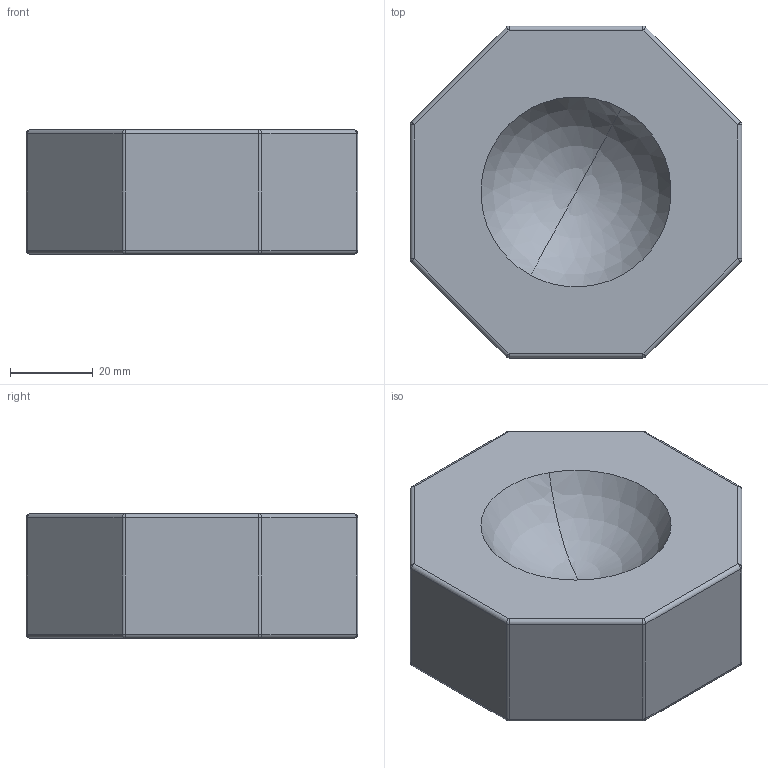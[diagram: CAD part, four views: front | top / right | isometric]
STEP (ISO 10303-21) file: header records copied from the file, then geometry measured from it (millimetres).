
FILE_DESCRIPTION(('CATIA V5 STEP Exchange'),'2;1');
FILE_NAME('Base_plate.stp','2023-02-17T14:35:16+00:00',('none'),('none'),'CATIA Version 5 Release 20 GA (IN-10)','CATIA V5 STEP AP203','none');
FILE_SCHEMA(('CONFIG_CONTROL_DESIGN'));
Length unit declared in the file: millimetre
Products named in the file (1): Base_plate
Bounding box: 80 x 80 x 30 mm (x, y, z)
Volume: 144802.7 mm3; surface area: 19024.8 mm2
Topology: 1 solids, 1 shells, 52 faces, 118 edges, 51 vertices
Faces by surface type: cylinder 24, sphere 18, plane 10
Entity records: 1293 total; most frequent: CARTESIAN_POINT 232, DIRECTION 202, ORIENTED_EDGE 200, AXIS2_PLACEMENT_3D 103, EDGE_CURVE 100, EDGE_LOOP 53, ADVANCED_FACE 52, FACE_OUTER_BOUND 52
